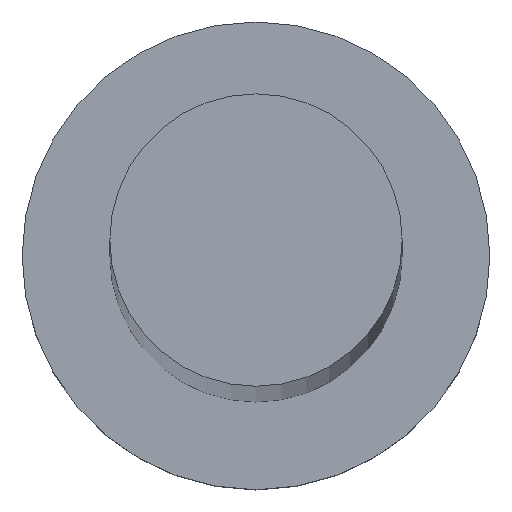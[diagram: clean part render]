
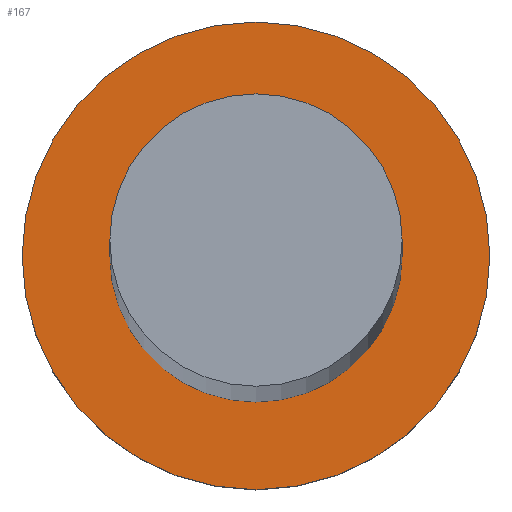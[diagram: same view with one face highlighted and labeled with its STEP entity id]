
A CAD part, top view. The second image highlights one B-rep face of the part: STEP entity #167.
In plain terms, the highlighted planar face has unit normal (0, 0, 1).
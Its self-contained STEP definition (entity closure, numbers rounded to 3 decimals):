
#11 = AXIS2_PLACEMENT_3D ( 'NONE', #250, #205, #61 ) ;
#16 = EDGE_LOOP ( 'NONE', ( #55, #34 ) ) ;
#34 = ORIENTED_EDGE ( 'NONE', *, *, #79, .T. ) ;
#39 = DIRECTION ( 'NONE',  ( 1., 0., 0. ) ) ;
#41 = CARTESIAN_POINT ( 'NONE',  ( 5., 0., 5. ) ) ;
#48 = FACE_BOUND ( 'NONE', #209, .T. ) ;
#53 = CIRCLE ( 'NONE', #245, 5. ) ;
#55 = ORIENTED_EDGE ( 'NONE', *, *, #90, .T. ) ;
#57 = ORIENTED_EDGE ( 'NONE', *, *, #75, .F. ) ;
#61 = DIRECTION ( 'NONE',  ( 1., 0., 0. ) ) ;
#67 = DIRECTION ( 'NONE',  ( 0., 0., 1. ) ) ;
#75 = EDGE_CURVE ( 'NONE', #124, #161, #53, .T. ) ;
#79 = EDGE_CURVE ( 'NONE', #207, #176, #117, .T. ) ;
#81 = DIRECTION ( 'NONE',  ( 0., 0., 1. ) ) ;
#90 = EDGE_CURVE ( 'NONE', #176, #207, #177, .T. ) ;
#92 = AXIS2_PLACEMENT_3D ( 'NONE', #233, #81, #195 ) ;
#97 = CARTESIAN_POINT ( 'NONE',  ( 0., 0., 5. ) ) ;
#105 = AXIS2_PLACEMENT_3D ( 'NONE', #174, #67, #236 ) ;
#117 = CIRCLE ( 'NONE', #92, 8. ) ;
#124 = VERTEX_POINT ( 'NONE', #41 ) ;
#153 = DIRECTION ( 'NONE',  ( 0., 0., 1. ) ) ;
#155 = CIRCLE ( 'NONE', #217, 5. ) ;
#161 = VERTEX_POINT ( 'NONE', #241 ) ;
#167 = ADVANCED_FACE ( 'NONE', ( #48, #219 ), #220, .T. ) ;
#168 = DIRECTION ( 'NONE',  ( 0., 0., 1. ) ) ;
#172 = CARTESIAN_POINT ( 'NONE',  ( 8., 0., 5. ) ) ;
#174 = CARTESIAN_POINT ( 'NONE',  ( 0., 0., 5. ) ) ;
#176 = VERTEX_POINT ( 'NONE', #198 ) ;
#177 = CIRCLE ( 'NONE', #11, 8. ) ;
#195 = DIRECTION ( 'NONE',  ( 1., 0., 0. ) ) ;
#198 = CARTESIAN_POINT ( 'NONE',  ( -8., 0., 5. ) ) ;
#199 = EDGE_CURVE ( 'NONE', #161, #124, #155, .T. ) ;
#205 = DIRECTION ( 'NONE',  ( 0., 0., 1. ) ) ;
#207 = VERTEX_POINT ( 'NONE', #172 ) ;
#209 = EDGE_LOOP ( 'NONE', ( #248, #57 ) ) ;
#216 = CARTESIAN_POINT ( 'NONE',  ( 0., 0., 5. ) ) ;
#217 = AXIS2_PLACEMENT_3D ( 'NONE', #97, #153, #238 ) ;
#219 = FACE_OUTER_BOUND ( 'NONE', #16, .T. ) ;
#220 = PLANE ( 'NONE',  #105 ) ;
#233 = CARTESIAN_POINT ( 'NONE',  ( 0., 0., 5. ) ) ;
#236 = DIRECTION ( 'NONE',  ( 1., 0., 0. ) ) ;
#238 = DIRECTION ( 'NONE',  ( 1., 0., 0. ) ) ;
#241 = CARTESIAN_POINT ( 'NONE',  ( -5., 0., 5. ) ) ;
#245 = AXIS2_PLACEMENT_3D ( 'NONE', #216, #168, #39 ) ;
#248 = ORIENTED_EDGE ( 'NONE', *, *, #199, .F. ) ;
#250 = CARTESIAN_POINT ( 'NONE',  ( 0., 0., 5. ) ) ;
